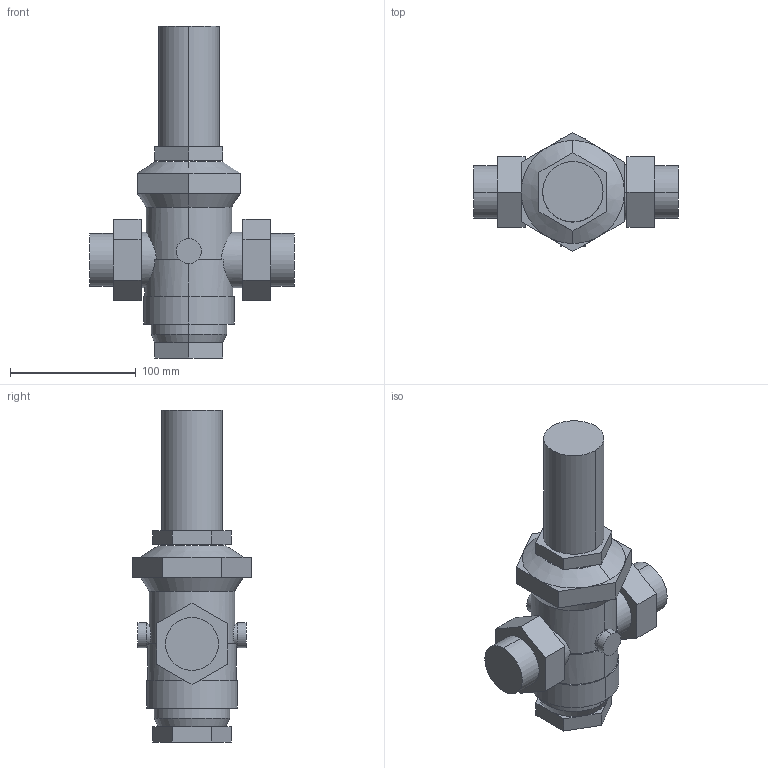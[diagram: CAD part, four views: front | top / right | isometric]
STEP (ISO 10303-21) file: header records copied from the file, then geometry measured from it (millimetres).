
FILE_DESCRIPTION(('no description'),'unknown implementation level');
FILE_NAME('Honeywell_D06FN-11_4B_3D.stp',' ',('pit-cup GmbH'),('ccLab - KiM Gmbh - www.kimweb.de'),'unknown preprocess','ACIS','unknown authorization');
FILE_SCHEMA(('automotive_design'));
Length unit declared in the file: millimetre
Products named in the file (2): 1; 2
Bounding box: 163 x 94.69 x 264 mm (x, y, z)
Volume: 1002638.2 mm3; surface area: 88148.9 mm2
Topology: 2 solids, 2 shells, 101 faces, 238 edges, 150 vertices
Faces by surface type: plane 69, cylinder 26, cone 6
Entity records: 6357 total; most frequent: CARTESIAN_POINT 1207, DIRECTION 502, STYLED_ITEM 491, PRESENTATION_STYLE_ASSIGNMENT 491, COLOUR_RGB 491, ORIENTED_EDGE 476, EDGE_CURVE 238, CURVE_STYLE 238
